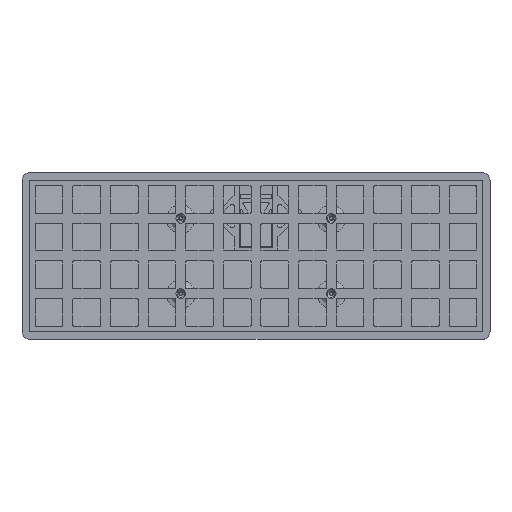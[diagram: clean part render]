
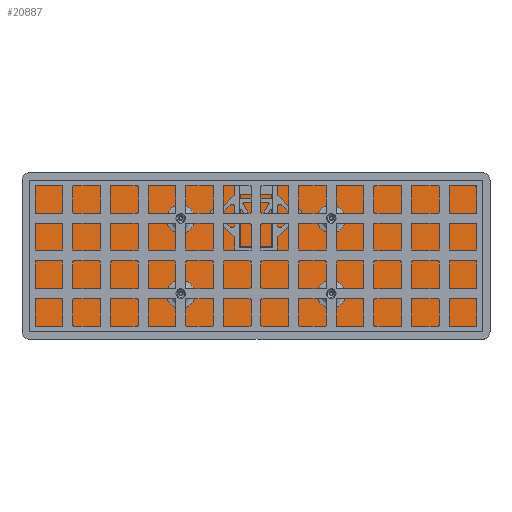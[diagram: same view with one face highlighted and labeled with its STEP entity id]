
A CAD part, top view. The second image highlights one B-rep face of the part: STEP entity #20887.
In plain terms, the highlighted planar face has unit normal (0, 0.087, 0.996).
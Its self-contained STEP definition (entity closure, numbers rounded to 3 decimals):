
#294=FACE_BOUND('',#3208,.T.);
#295=FACE_BOUND('',#3209,.T.);
#296=FACE_BOUND('',#3210,.T.);
#297=FACE_BOUND('',#3211,.T.);
#298=FACE_BOUND('',#3212,.T.);
#299=FACE_BOUND('',#3213,.T.);
#361=ELLIPSE('',#22941,7.228,7.2);
#362=ELLIPSE('',#22943,0.803,0.8);
#363=ELLIPSE('',#22944,0.803,0.8);
#364=ELLIPSE('',#22945,4.618,4.6);
#365=ELLIPSE('',#22946,4.618,4.6);
#366=ELLIPSE('',#22947,4.618,4.6);
#367=ELLIPSE('',#22948,4.618,4.6);
#368=ELLIPSE('',#22949,7.228,7.2);
#369=ELLIPSE('',#22950,7.228,7.2);
#370=ELLIPSE('',#22951,1.205,1.2);
#371=ELLIPSE('',#22952,1.205,1.2);
#372=ELLIPSE('',#22953,7.228,7.2);
#902=PLANE('',#22942);
#1917=FACE_OUTER_BOUND('',#3207,.T.);
#3207=EDGE_LOOP('',(#18733,#18734,#18735,#18736,#18737,#18738,#18739,#18740,
#18741,#18742,#18743,#18744,#18745,#18746));
#3208=EDGE_LOOP('',(#18747));
#3209=EDGE_LOOP('',(#18748));
#3210=EDGE_LOOP('',(#18749));
#3211=EDGE_LOOP('',(#18750));
#3212=EDGE_LOOP('',(#18751));
#3213=EDGE_LOOP('',(#18752));
#5155=LINE('',#35194,#7082);
#5156=LINE('',#35198,#7083);
#5157=LINE('',#35200,#7084);
#5158=LINE('',#35202,#7085);
#5159=LINE('',#35206,#7086);
#5160=LINE('',#35210,#7087);
#5161=LINE('',#35214,#7088);
#5162=LINE('',#35218,#7089);
#7082=VECTOR('',#28812,10.);
#7083=VECTOR('',#28815,10.);
#7084=VECTOR('',#28816,10.);
#7085=VECTOR('',#28817,10.);
#7086=VECTOR('',#28820,10.);
#7087=VECTOR('',#28823,10.);
#7088=VECTOR('',#28826,10.);
#7089=VECTOR('',#28829,10.);
#10045=VERTEX_POINT('',#35184);
#10048=VERTEX_POINT('',#35192);
#10049=VERTEX_POINT('',#35193);
#10050=VERTEX_POINT('',#35195);
#10051=VERTEX_POINT('',#35197);
#10052=VERTEX_POINT('',#35199);
#10053=VERTEX_POINT('',#35201);
#10054=VERTEX_POINT('',#35203);
#10055=VERTEX_POINT('',#35205);
#10056=VERTEX_POINT('',#35207);
#10057=VERTEX_POINT('',#35209);
#10058=VERTEX_POINT('',#35211);
#10059=VERTEX_POINT('',#35213);
#10060=VERTEX_POINT('',#35215);
#10061=VERTEX_POINT('',#35217);
#10062=VERTEX_POINT('',#35220);
#10063=VERTEX_POINT('',#35222);
#10064=VERTEX_POINT('',#35224);
#10065=VERTEX_POINT('',#35226);
#10066=VERTEX_POINT('',#35228);
#12968=EDGE_CURVE('',#10045,#10045,#361,.T.);
#12969=EDGE_CURVE('',#10048,#10049,#5155,.F.);
#12970=EDGE_CURVE('',#10050,#10048,#362,.F.);
#12971=EDGE_CURVE('',#10050,#10051,#5156,.T.);
#12972=EDGE_CURVE('',#10051,#10052,#5157,.T.);
#12973=EDGE_CURVE('',#10052,#10053,#5158,.T.);
#12974=EDGE_CURVE('',#10053,#10054,#363,.T.);
#12975=EDGE_CURVE('',#10054,#10055,#5159,.T.);
#12976=EDGE_CURVE('',#10056,#10055,#364,.T.);
#12977=EDGE_CURVE('',#10057,#10056,#5160,.T.);
#12978=EDGE_CURVE('',#10058,#10057,#365,.T.);
#12979=EDGE_CURVE('',#10059,#10058,#5161,.T.);
#12980=EDGE_CURVE('',#10060,#10059,#366,.T.);
#12981=EDGE_CURVE('',#10061,#10060,#5162,.T.);
#12982=EDGE_CURVE('',#10049,#10061,#367,.T.);
#12983=EDGE_CURVE('',#10062,#10062,#368,.T.);
#12984=EDGE_CURVE('',#10063,#10063,#369,.T.);
#12985=EDGE_CURVE('',#10064,#10064,#370,.T.);
#12986=EDGE_CURVE('',#10065,#10065,#371,.T.);
#12987=EDGE_CURVE('',#10066,#10066,#372,.T.);
#18733=ORIENTED_EDGE('',*,*,#12969,.F.);
#18734=ORIENTED_EDGE('',*,*,#12970,.F.);
#18735=ORIENTED_EDGE('',*,*,#12971,.T.);
#18736=ORIENTED_EDGE('',*,*,#12972,.T.);
#18737=ORIENTED_EDGE('',*,*,#12973,.T.);
#18738=ORIENTED_EDGE('',*,*,#12974,.T.);
#18739=ORIENTED_EDGE('',*,*,#12975,.T.);
#18740=ORIENTED_EDGE('',*,*,#12976,.F.);
#18741=ORIENTED_EDGE('',*,*,#12977,.F.);
#18742=ORIENTED_EDGE('',*,*,#12978,.F.);
#18743=ORIENTED_EDGE('',*,*,#12979,.F.);
#18744=ORIENTED_EDGE('',*,*,#12980,.F.);
#18745=ORIENTED_EDGE('',*,*,#12981,.F.);
#18746=ORIENTED_EDGE('',*,*,#12982,.F.);
#18747=ORIENTED_EDGE('',*,*,#12983,.F.);
#18748=ORIENTED_EDGE('',*,*,#12984,.F.);
#18749=ORIENTED_EDGE('',*,*,#12985,.T.);
#18750=ORIENTED_EDGE('',*,*,#12986,.T.);
#18751=ORIENTED_EDGE('',*,*,#12987,.F.);
#18752=ORIENTED_EDGE('',*,*,#12968,.F.);
#20887=ADVANCED_FACE('',(#1917,#294,#295,#296,#297,#298,#299),#902,.F.);
#22941=AXIS2_PLACEMENT_3D('',#35190,#28808,#28809);
#22942=AXIS2_PLACEMENT_3D('',#35191,#28810,#28811);
#22943=AXIS2_PLACEMENT_3D('',#35196,#28813,#28814);
#22944=AXIS2_PLACEMENT_3D('',#35204,#28818,#28819);
#22945=AXIS2_PLACEMENT_3D('',#35208,#28821,#28822);
#22946=AXIS2_PLACEMENT_3D('',#35212,#28824,#28825);
#22947=AXIS2_PLACEMENT_3D('',#35216,#28827,#28828);
#22948=AXIS2_PLACEMENT_3D('',#35219,#28830,#28831);
#22949=AXIS2_PLACEMENT_3D('',#35221,#28832,#28833);
#22950=AXIS2_PLACEMENT_3D('',#35223,#28834,#28835);
#22951=AXIS2_PLACEMENT_3D('',#35225,#28836,#28837);
#22952=AXIS2_PLACEMENT_3D('',#35227,#28838,#28839);
#22953=AXIS2_PLACEMENT_3D('',#35229,#28840,#28841);
#28808=DIRECTION('center_axis',(0.,0.087,
0.996));
#28809=DIRECTION('ref_axis',(0.,-0.996,0.087));
#28810=DIRECTION('center_axis',(0.,-0.087,
-0.996));
#28811=DIRECTION('ref_axis',(1.,0.,0.));
#28812=DIRECTION('',(-1.,0.,0.));
#28813=DIRECTION('center_axis',(0.,-0.087,
-0.996));
#28814=DIRECTION('ref_axis',(0.,0.996,-0.087));
#28815=DIRECTION('',(-1.,0.,0.));
#28816=DIRECTION('',(-1.,0.,0.));
#28817=DIRECTION('',(-1.,0.,0.));
#28818=DIRECTION('center_axis',(0.,-0.087,
-0.996));
#28819=DIRECTION('ref_axis',(0.,0.996,-0.087));
#28820=DIRECTION('',(-1.,0.,0.));
#28821=DIRECTION('center_axis',(0.,0.087,
0.996));
#28822=DIRECTION('ref_axis',(0.,-0.996,0.087));
#28823=DIRECTION('',(0.,0.996,-0.087));
#28824=DIRECTION('center_axis',(0.,0.087,
0.996));
#28825=DIRECTION('ref_axis',(0.,0.996,-0.087));
#28826=DIRECTION('',(-1.,0.,0.));
#28827=DIRECTION('center_axis',(0.,0.087,
0.996));
#28828=DIRECTION('ref_axis',(0.,0.996,-0.087));
#28829=DIRECTION('',(0.,-0.996,0.087));
#28830=DIRECTION('center_axis',(0.,0.087,
0.996));
#28831=DIRECTION('ref_axis',(0.,-0.996,0.087));
#28832=DIRECTION('center_axis',(0.,0.087,
0.996));
#28833=DIRECTION('ref_axis',(0.,-0.996,0.087));
#28834=DIRECTION('center_axis',(0.,0.087,
0.996));
#28835=DIRECTION('ref_axis',(0.,-0.996,0.087));
#28836=DIRECTION('center_axis',(0.,-0.087,
-0.996));
#28837=DIRECTION('ref_axis',(0.,-0.996,0.087));
#28838=DIRECTION('center_axis',(0.,-0.087,
-0.996));
#28839=DIRECTION('ref_axis',(0.,-0.996,0.087));
#28840=DIRECTION('center_axis',(0.,0.087,
0.996));
#28841=DIRECTION('ref_axis',(0.,-0.996,0.087));
#35184=CARTESIAN_POINT('',(152.4,-12.199,-16.786));
#35190=CARTESIAN_POINT('Origin',(152.4,-19.399,-16.156));
#35191=CARTESIAN_POINT('Origin',(114.3,-38.1,-14.52));
#35192=CARTESIAN_POINT('',(126.285,-0.745,-17.788));
#35193=CARTESIAN_POINT('',(224.435,-0.745,-17.788));
#35194=CARTESIAN_POINT('',(169.715,-0.745,-17.788));
#35195=CARTESIAN_POINT('',(125.503,-1.375,-17.733));
#35196=CARTESIAN_POINT('Origin',(125.503,-0.575,-17.803));
#35197=CARTESIAN_POINT('',(123.3,-1.375,-17.733));
#35198=CARTESIAN_POINT('',(114.3,-1.375,-17.733));
#35199=CARTESIAN_POINT('',(105.3,-1.375,-17.733));
#35200=CARTESIAN_POINT('',(114.3,-1.375,-17.733));
#35201=CARTESIAN_POINT('',(103.097,-1.375,-17.733));
#35202=CARTESIAN_POINT('',(114.3,-1.375,-17.733));
#35203=CARTESIAN_POINT('',(102.315,-0.745,-17.788));
#35204=CARTESIAN_POINT('Origin',(103.097,-0.575,-17.803));
#35205=CARTESIAN_POINT('',(4.165,-0.745,-17.788));
#35206=CARTESIAN_POINT('',(169.715,-0.745,-17.788));
#35207=CARTESIAN_POINT('',(0.675,-4.235,-17.483));
#35208=CARTESIAN_POINT('Origin',(-0.325,0.255,-17.875));
#35209=CARTESIAN_POINT('',(0.675,-72.105,-11.545));
#35210=CARTESIAN_POINT('',(0.675,-21.416,-15.979));
#35211=CARTESIAN_POINT('',(4.165,-75.595,-11.239));
#35212=CARTESIAN_POINT('Origin',(-0.325,-76.595,-11.152));
#35213=CARTESIAN_POINT('',(224.435,-75.595,-11.239));
#35214=CARTESIAN_POINT('',(58.885,-75.595,-11.239));
#35215=CARTESIAN_POINT('',(227.925,-72.105,-11.545));
#35216=CARTESIAN_POINT('Origin',(228.925,-76.595,-11.152));
#35217=CARTESIAN_POINT('',(227.925,-4.235,-17.483));
#35218=CARTESIAN_POINT('',(227.925,-55.784,-12.973));
#35219=CARTESIAN_POINT('Origin',(228.925,0.255,-17.875));
#35220=CARTESIAN_POINT('',(152.4,-50.299,-13.452));
#35221=CARTESIAN_POINT('Origin',(152.4,-57.499,-12.823));
#35222=CARTESIAN_POINT('',(76.2,-50.299,-13.452));
#35223=CARTESIAN_POINT('Origin',(76.2,-57.499,-12.823));
#35224=CARTESIAN_POINT('',(135.5,-17.875,-16.289));
#35225=CARTESIAN_POINT('Origin',(134.3,-17.875,-16.289));
#35226=CARTESIAN_POINT('',(95.5,-17.875,-16.289));
#35227=CARTESIAN_POINT('Origin',(94.3,-17.875,-16.289));
#35228=CARTESIAN_POINT('',(76.2,-12.199,-16.786));
#35229=CARTESIAN_POINT('Origin',(76.2,-19.399,-16.156));
